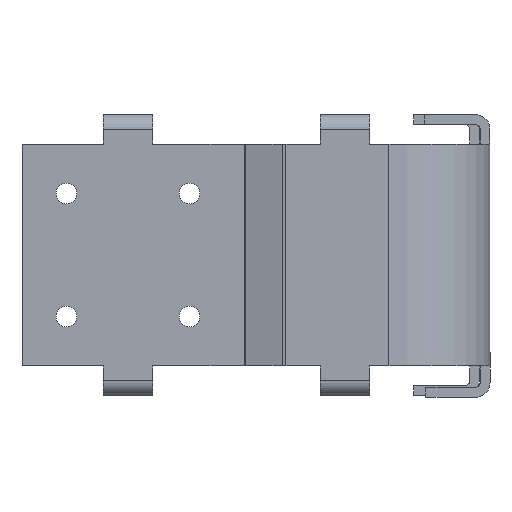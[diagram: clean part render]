
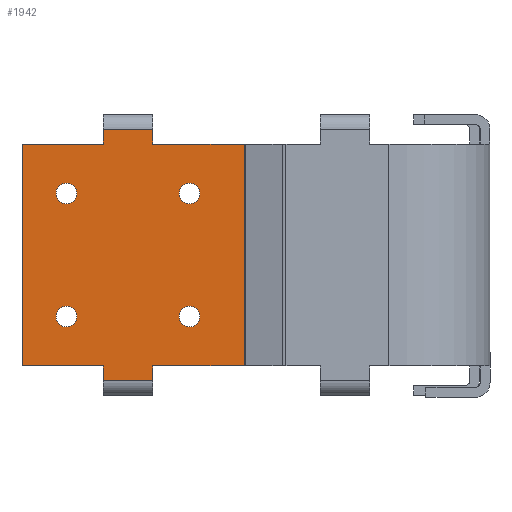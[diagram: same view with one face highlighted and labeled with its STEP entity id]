
A CAD part, front view. The second image highlights one B-rep face of the part: STEP entity #1942.
In plain terms, the highlighted planar face has unit normal (0, -1, 0).
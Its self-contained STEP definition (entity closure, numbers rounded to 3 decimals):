
#108=PLANE('',#2044);
#202=CIRCLE('',#2045,2.1);
#203=CIRCLE('',#2046,2.1);
#204=CIRCLE('',#2047,2.1);
#205=CIRCLE('',#2048,2.1);
#238=VERTEX_POINT('',#2685);
#239=VERTEX_POINT('',#2687);
#249=VERTEX_POINT('',#2717);
#250=VERTEX_POINT('',#2721);
#251=VERTEX_POINT('',#2723);
#252=VERTEX_POINT('',#2725);
#253=VERTEX_POINT('',#2727);
#254=VERTEX_POINT('',#2729);
#255=VERTEX_POINT('',#2731);
#256=VERTEX_POINT('',#2733);
#257=VERTEX_POINT('',#2735);
#258=VERTEX_POINT('',#2737);
#259=VERTEX_POINT('',#2739);
#260=VERTEX_POINT('',#2741);
#261=VERTEX_POINT('',#2743);
#262=VERTEX_POINT('',#2745);
#429=VECTOR('',#2205,1.);
#441=VECTOR('',#2229,1.);
#443=VECTOR('',#2240,1.);
#444=VECTOR('',#2241,1.);
#445=VECTOR('',#2242,1.);
#446=VECTOR('',#2243,1.);
#447=VECTOR('',#2244,1.);
#448=VECTOR('',#2245,1.);
#449=VECTOR('',#2246,1.);
#450=VECTOR('',#2247,1.);
#451=VECTOR('',#2248,1.);
#452=VECTOR('',#2249,1.);
#641=LINE('',#2686,#429);
#653=LINE('',#2716,#441);
#655=LINE('',#2728,#443);
#656=LINE('',#2730,#444);
#657=LINE('',#2732,#445);
#658=LINE('',#2734,#446);
#659=LINE('',#2736,#447);
#660=LINE('',#2738,#448);
#661=LINE('',#2740,#449);
#662=LINE('',#2742,#450);
#663=LINE('',#2744,#451);
#664=LINE('',#2746,#452);
#854=EDGE_CURVE('',#238,#239,#641,.T.);
#869=EDGE_CURVE('',#249,#239,#653,.T.);
#871=EDGE_CURVE('',#250,#250,#202,.T.);
#872=EDGE_CURVE('',#251,#251,#203,.T.);
#873=EDGE_CURVE('',#252,#252,#204,.T.);
#874=EDGE_CURVE('',#253,#253,#205,.T.);
#875=EDGE_CURVE('',#238,#254,#655,.T.);
#876=EDGE_CURVE('',#254,#255,#656,.T.);
#877=EDGE_CURVE('',#255,#256,#657,.T.);
#878=EDGE_CURVE('',#256,#257,#658,.T.);
#879=EDGE_CURVE('',#257,#258,#659,.T.);
#880=EDGE_CURVE('',#259,#258,#660,.T.);
#881=EDGE_CURVE('',#259,#260,#661,.T.);
#882=EDGE_CURVE('',#260,#261,#662,.T.);
#883=EDGE_CURVE('',#261,#262,#663,.T.);
#884=EDGE_CURVE('',#262,#249,#664,.T.);
#1160=ORIENTED_EDGE('',*,*,#871,.T.);
#1161=ORIENTED_EDGE('',*,*,#872,.T.);
#1162=ORIENTED_EDGE('',*,*,#873,.T.);
#1163=ORIENTED_EDGE('',*,*,#874,.T.);
#1164=ORIENTED_EDGE('',*,*,#854,.F.);
#1165=ORIENTED_EDGE('',*,*,#875,.T.);
#1166=ORIENTED_EDGE('',*,*,#876,.T.);
#1167=ORIENTED_EDGE('',*,*,#877,.T.);
#1168=ORIENTED_EDGE('',*,*,#878,.T.);
#1169=ORIENTED_EDGE('',*,*,#879,.T.);
#1170=ORIENTED_EDGE('',*,*,#880,.F.);
#1171=ORIENTED_EDGE('',*,*,#881,.T.);
#1172=ORIENTED_EDGE('',*,*,#882,.T.);
#1173=ORIENTED_EDGE('',*,*,#883,.T.);
#1174=ORIENTED_EDGE('',*,*,#884,.T.);
#1175=ORIENTED_EDGE('',*,*,#869,.T.);
#1698=EDGE_LOOP('',(#1160));
#1699=EDGE_LOOP('',(#1161));
#1700=EDGE_LOOP('',(#1162));
#1701=EDGE_LOOP('',(#1163));
#1702=EDGE_LOOP('',(#1164,#1165,#1166,#1167,#1168,#1169,#1170,#1171,#1172,
#1173,#1174,#1175));
#1820=FACE_BOUND('',#1698,.T.);
#1821=FACE_BOUND('',#1699,.T.);
#1822=FACE_BOUND('',#1700,.T.);
#1823=FACE_BOUND('',#1701,.T.);
#1824=FACE_BOUND('',#1702,.T.);
#1942=ADVANCED_FACE('',(#1820,#1821,#1822,#1823,#1824),#108,.F.);
#2044=AXIS2_PLACEMENT_3D('',#2719,#2231,$);
#2045=AXIS2_PLACEMENT_3D('',#2720,#2232,#2233);
#2046=AXIS2_PLACEMENT_3D('',#2722,#2234,#2235);
#2047=AXIS2_PLACEMENT_3D('',#2724,#2236,#2237);
#2048=AXIS2_PLACEMENT_3D('',#2726,#2238,#2239);
#2205=DIRECTION('',(-1.,0.,0.));
#2229=DIRECTION('',(0.,0.,-1.));
#2231=DIRECTION('',(0.,1.,0.));
#2232=DIRECTION('',(0.,1.,0.));
#2233=DIRECTION('',(0.,0.,2.1));
#2234=DIRECTION('',(0.,1.,0.));
#2235=DIRECTION('',(0.,0.,2.1));
#2236=DIRECTION('',(0.,1.,0.));
#2237=DIRECTION('',(0.,0.,2.1));
#2238=DIRECTION('',(0.,1.,0.));
#2239=DIRECTION('',(0.,0.,2.1));
#2240=DIRECTION('',(0.,0.,1.));
#2241=DIRECTION('',(1.,0.,0.));
#2242=DIRECTION('',(0.,0.,1.));
#2243=DIRECTION('',(-1.,0.,0.));
#2244=DIRECTION('',(0.,0.,1.));
#2245=DIRECTION('',(1.,0.,0.));
#2246=DIRECTION('',(0.,0.,-1.));
#2247=DIRECTION('',(-1.,0.,0.));
#2248=DIRECTION('',(0.,0.,-1.));
#2249=DIRECTION('',(1.,0.,0.));
#2685=CARTESIAN_POINT('',(-93.973,0.,-91.58));
#2686=CARTESIAN_POINT('',(-101.494,0.,-91.58));
#2687=CARTESIAN_POINT('',(-103.973,0.,-91.58));
#2716=CARTESIAN_POINT('',(-103.973,0.,-88.58));
#2717=CARTESIAN_POINT('',(-103.973,0.,-88.58));
#2719=CARTESIAN_POINT('',(-98.198,0.,-66.08));
#2720=CARTESIAN_POINT('',(-86.473,0.,-78.58));
#2721=CARTESIAN_POINT('',(-86.473,0.,-76.48));
#2722=CARTESIAN_POINT('',(-111.473,0.,-53.58));
#2723=CARTESIAN_POINT('',(-111.473,0.,-51.48));
#2724=CARTESIAN_POINT('',(-111.473,0.,-78.58));
#2725=CARTESIAN_POINT('',(-111.473,0.,-76.48));
#2726=CARTESIAN_POINT('',(-86.473,0.,-53.58));
#2727=CARTESIAN_POINT('',(-86.473,0.,-51.48));
#2728=CARTESIAN_POINT('',(-93.973,0.,-104.58));
#2729=CARTESIAN_POINT('',(-93.973,0.,-88.58));
#2730=CARTESIAN_POINT('',(-93.973,0.,-88.58));
#2731=CARTESIAN_POINT('',(-75.373,0.,-88.58));
#2732=CARTESIAN_POINT('',(-75.373,0.,-88.58));
#2733=CARTESIAN_POINT('',(-75.373,0.,-43.58));
#2734=CARTESIAN_POINT('',(-75.373,0.,-43.58));
#2735=CARTESIAN_POINT('',(-93.973,0.,-43.58));
#2736=CARTESIAN_POINT('',(-93.973,0.,-43.58));
#2737=CARTESIAN_POINT('',(-93.973,0.,-40.58));
#2738=CARTESIAN_POINT('',(-99.696,0.,-40.58));
#2739=CARTESIAN_POINT('',(-103.973,0.,-40.58));
#2740=CARTESIAN_POINT('',(-103.973,0.,-27.58));
#2741=CARTESIAN_POINT('',(-103.973,0.,-43.58));
#2742=CARTESIAN_POINT('',(-103.973,0.,-43.58));
#2743=CARTESIAN_POINT('',(-120.473,0.,-43.58));
#2744=CARTESIAN_POINT('',(-120.473,0.,-43.58));
#2745=CARTESIAN_POINT('',(-120.473,0.,-88.58));
#2746=CARTESIAN_POINT('',(-120.473,0.,-88.58));
